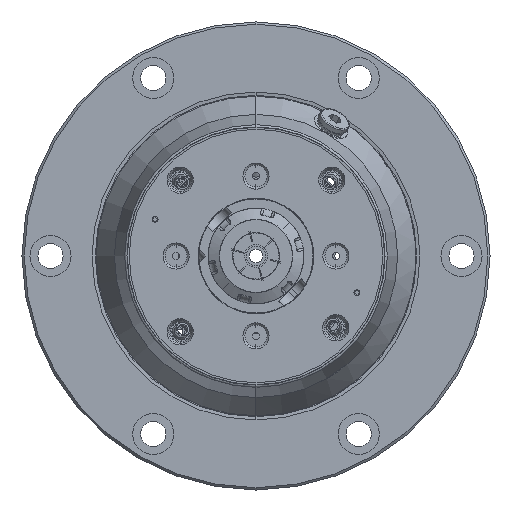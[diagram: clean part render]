
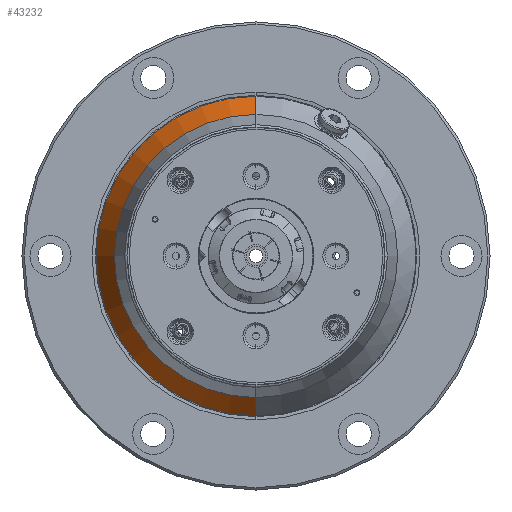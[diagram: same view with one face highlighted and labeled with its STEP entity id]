
A CAD part, left-side view. The second image highlights one B-rep face of the part: STEP entity #43232.
In plain terms, the highlighted conical face has half-angle 30 degrees and reference radius 70 mm.
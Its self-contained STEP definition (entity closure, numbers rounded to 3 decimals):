
#145 = DIRECTION ( 'NONE',  ( 0.866, 0., 0.5 ) ) ;
#560 = CARTESIAN_POINT ( 'NONE',  ( 63.856, 0., 70. ) ) ;
#2974 = EDGE_CURVE ( 'NONE', #54150, #46470, #18753, .T. ) ;
#3254 = EDGE_CURVE ( 'NONE', #54240, #54150, #22076, .T. ) ;
#3409 = EDGE_CURVE ( 'NONE', #54240, #46484, #21791, .T. ) ;
#3716 = EDGE_CURVE ( 'NONE', #46484, #46470, #21551, .T. ) ;
#5046 = DIRECTION ( 'NONE',  ( 0.866, 0., -0.5 ) ) ;
#7824 = AXIS2_PLACEMENT_3D ( 'NONE', #41758, #41767, #41765 ) ;
#10459 = CARTESIAN_POINT ( 'NONE',  ( 50., 0., 62. ) ) ;
#10549 = CARTESIAN_POINT ( 'NONE',  ( 50., 0., -62. ) ) ;
#13455 = CARTESIAN_POINT ( 'NONE',  ( 63.856, 0., 70. ) ) ;
#13515 = CARTESIAN_POINT ( 'NONE',  ( 63.856, 0., -70. ) ) ;
#18747 = VECTOR ( 'NONE', #145, 1000. ) ;
#18753 = LINE ( 'NONE', #560, #18747 ) ;
#19065 = ORIENTED_EDGE ( 'NONE', *, *, #3254, .T. ) ;
#19239 = ORIENTED_EDGE ( 'NONE', *, *, #3409, .F. ) ;
#19241 = ORIENTED_EDGE ( 'NONE', *, *, #3716, .F. ) ;
#19426 = ORIENTED_EDGE ( 'NONE', *, *, #2974, .T. ) ;
#20659 = CARTESIAN_POINT ( 'NONE',  ( 50., 0., 0. ) ) ;
#20739 = DIRECTION ( 'NONE',  ( 1., 0., 0. ) ) ;
#20760 = DIRECTION ( 'NONE',  ( 0., 0., -1. ) ) ;
#21551 = CIRCLE ( 'NONE', #7824, 70. ) ;
#21791 = LINE ( 'NONE', #24798, #21792 ) ;
#21792 = VECTOR ( 'NONE', #5046, 1000. ) ;
#22076 = CIRCLE ( 'NONE', #24868, 62. ) ;
#24798 = CARTESIAN_POINT ( 'NONE',  ( 63.856, 0., -70. ) ) ;
#24868 = AXIS2_PLACEMENT_3D ( 'NONE', #20659, #20739, #20760 ) ;
#32842 = FACE_OUTER_BOUND ( 'NONE', #34990, .T. ) ;
#32898 = CONICAL_SURFACE ( 'NONE', #48094, 70., 0.524 ) ;
#34990 = EDGE_LOOP ( 'NONE', ( #19065, #19426, #19241, #19239 ) ) ;
#41758 = CARTESIAN_POINT ( 'NONE',  ( 63.856, 0., 0. ) ) ;
#41765 = DIRECTION ( 'NONE',  ( 0., 0., -1. ) ) ;
#41767 = DIRECTION ( 'NONE',  ( 1., 0., 0. ) ) ;
#43232 = ADVANCED_FACE ( 'NONE', ( #32842 ), #32898, .T. ) ;
#43558 = DIRECTION ( 'NONE',  ( 1., 0., 0. ) ) ;
#43848 = DIRECTION ( 'NONE',  ( 0., 0., -1. ) ) ;
#43877 = CARTESIAN_POINT ( 'NONE',  ( 63.856, 0., 0. ) ) ;
#46470 = VERTEX_POINT ( 'NONE', #13455 ) ;
#46484 = VERTEX_POINT ( 'NONE', #13515 ) ;
#48094 = AXIS2_PLACEMENT_3D ( 'NONE', #43877, #43558, #43848 ) ;
#54150 = VERTEX_POINT ( 'NONE', #10459 ) ;
#54240 = VERTEX_POINT ( 'NONE', #10549 ) ;
